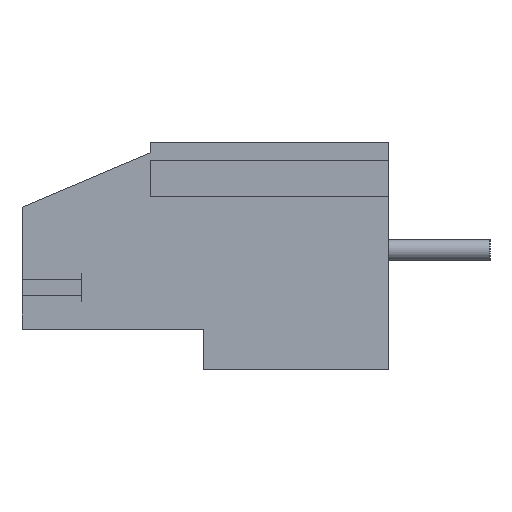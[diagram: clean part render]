
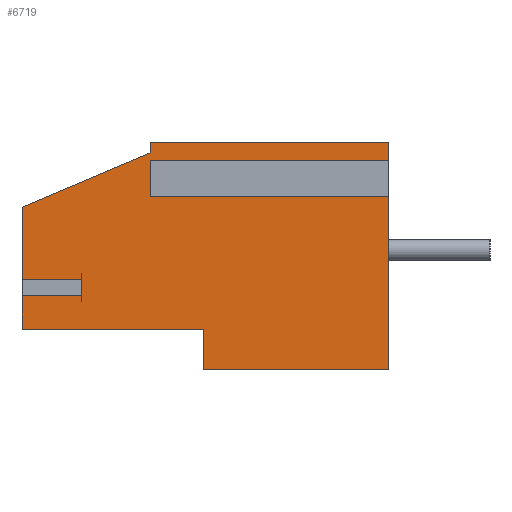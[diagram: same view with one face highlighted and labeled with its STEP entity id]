
A CAD part, left-side view. The second image highlights one B-rep face of the part: STEP entity #6719.
In plain terms, the highlighted planar face has unit normal (-1, 0, 0).
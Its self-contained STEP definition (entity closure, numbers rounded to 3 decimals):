
#863=FACE_OUTER_BOUND('',#1294,.T.);
#1294=EDGE_LOOP('',(#5903,#5904,#5905,#5906,#5907,#5908,#5909,#5910,#5911,
#5912,#5913,#5914,#5915,#5916,#5917,#5918));
#1315=LINE('',#8943,#2077);
#1320=LINE('',#8954,#2082);
#1322=LINE('',#8957,#2084);
#1323=LINE('',#8960,#2085);
#1331=LINE('',#8975,#2093);
#1352=LINE('',#9049,#2114);
#1358=LINE('',#9061,#2120);
#1361=LINE('',#9066,#2123);
#2001=LINE('',#10599,#2763);
#2003=LINE('',#10602,#2765);
#2005=LINE('',#10606,#2767);
#2019=LINE('',#10640,#2781);
#2059=LINE('',#10707,#2821);
#2070=LINE('',#10740,#2832);
#2071=LINE('',#10741,#2833);
#2072=LINE('',#10742,#2834);
#2077=VECTOR('',#7225,10.);
#2082=VECTOR('',#7234,10.);
#2084=VECTOR('',#7238,10.);
#2085=VECTOR('',#7241,10.);
#2093=VECTOR('',#7249,10.);
#2114=VECTOR('',#7312,10.);
#2120=VECTOR('',#7320,10.);
#2123=VECTOR('',#7327,10.);
#2763=VECTOR('',#8789,10.);
#2765=VECTOR('',#8793,10.);
#2767=VECTOR('',#8797,10.);
#2781=VECTOR('',#8829,10.);
#2821=VECTOR('',#8889,10.);
#2832=VECTOR('',#8926,10.);
#2833=VECTOR('',#8927,10.);
#2834=VECTOR('',#8928,10.);
#2837=VERTEX_POINT('',#8937);
#2839=VERTEX_POINT('',#8941);
#2842=VERTEX_POINT('',#8951);
#2843=VERTEX_POINT('',#8953);
#2844=VERTEX_POINT('',#8959);
#2851=VERTEX_POINT('',#8973);
#2881=VERTEX_POINT('',#9045);
#2883=VERTEX_POINT('',#9048);
#2886=VERTEX_POINT('',#9055);
#2888=VERTEX_POINT('',#9059);
#3369=VERTEX_POINT('',#10596);
#3370=VERTEX_POINT('',#10598);
#3371=VERTEX_POINT('',#10604);
#3382=VERTEX_POINT('',#10638);
#3399=VERTEX_POINT('',#10706);
#3408=VERTEX_POINT('',#10739);
#3412=EDGE_CURVE('',#2837,#2839,#1315,.T.);
#3417=EDGE_CURVE('',#2843,#2842,#1320,.T.);
#3419=EDGE_CURVE('',#2839,#2843,#1322,.T.);
#3420=EDGE_CURVE('',#2837,#2844,#1323,.T.);
#3428=EDGE_CURVE('',#2851,#2842,#1331,.T.);
#3464=EDGE_CURVE('',#2883,#2881,#1352,.T.);
#3470=EDGE_CURVE('',#2886,#2888,#1358,.T.);
#3473=EDGE_CURVE('',#2881,#2886,#1361,.T.);
#4197=EDGE_CURVE('',#3370,#3369,#2001,.T.);
#4199=EDGE_CURVE('',#3369,#2844,#2003,.T.);
#4201=EDGE_CURVE('',#2851,#3371,#2005,.T.);
#4217=EDGE_CURVE('',#3371,#3382,#2019,.T.);
#4257=EDGE_CURVE('',#3399,#3370,#2059,.T.);
#4272=EDGE_CURVE('',#3408,#3382,#2070,.T.);
#4273=EDGE_CURVE('',#2883,#3408,#2071,.T.);
#4274=EDGE_CURVE('',#3399,#2888,#2072,.T.);
#5903=ORIENTED_EDGE('',*,*,#3417,.T.);
#5904=ORIENTED_EDGE('',*,*,#3428,.F.);
#5905=ORIENTED_EDGE('',*,*,#4201,.T.);
#5906=ORIENTED_EDGE('',*,*,#4217,.T.);
#5907=ORIENTED_EDGE('',*,*,#4272,.F.);
#5908=ORIENTED_EDGE('',*,*,#4273,.F.);
#5909=ORIENTED_EDGE('',*,*,#3464,.T.);
#5910=ORIENTED_EDGE('',*,*,#3473,.T.);
#5911=ORIENTED_EDGE('',*,*,#3470,.T.);
#5912=ORIENTED_EDGE('',*,*,#4274,.F.);
#5913=ORIENTED_EDGE('',*,*,#4257,.T.);
#5914=ORIENTED_EDGE('',*,*,#4197,.T.);
#5915=ORIENTED_EDGE('',*,*,#4199,.T.);
#5916=ORIENTED_EDGE('',*,*,#3420,.F.);
#5917=ORIENTED_EDGE('',*,*,#3412,.T.);
#5918=ORIENTED_EDGE('',*,*,#3419,.T.);
#6348=PLANE('',#7215);
#6719=ADVANCED_FACE('',(#863),#6348,.T.);
#7215=AXIS2_PLACEMENT_3D('',#10738,#8924,#8925);
#7225=DIRECTION('',(0.,-1.,0.));
#7234=DIRECTION('',(0.,1.,0.));
#7238=DIRECTION('',(0.,0.,-1.));
#7241=DIRECTION('',(0.,0.,1.));
#7249=DIRECTION('',(0.,0.,1.));
#7312=DIRECTION('',(0.,1.,0.));
#7320=DIRECTION('',(0.,-1.,0.));
#7327=DIRECTION('',(0.,0.,1.));
#8789=DIRECTION('',(0.,0.,-1.));
#8793=DIRECTION('',(0.,0.92,-0.391));
#8797=DIRECTION('',(0.,-1.,0.));
#8829=DIRECTION('',(0.,0.,-1.));
#8889=DIRECTION('',(0.,1.,0.));
#8924=DIRECTION('center_axis',(-1.,0.,0.));
#8925=DIRECTION('ref_axis',(0.,0.,1.));
#8926=DIRECTION('',(0.,1.,0.));
#8927=DIRECTION('',(0.,0.,-1.));
#8928=DIRECTION('',(0.,0.,-1.));
#8937=CARTESIAN_POINT('',(-2.65,18.,-1.45));
#8941=CARTESIAN_POINT('',(-2.65,15.1,-1.45));
#8943=CARTESIAN_POINT('',(-2.65,9.,-1.45));
#8951=CARTESIAN_POINT('',(-2.65,18.,-2.25));
#8953=CARTESIAN_POINT('',(-2.65,15.1,-2.25));
#8954=CARTESIAN_POINT('',(-2.65,9.,-2.25));
#8957=CARTESIAN_POINT('',(-2.65,15.1,-3.875));
#8959=CARTESIAN_POINT('',(-2.65,18.,2.1));
#8960=CARTESIAN_POINT('',(-2.65,18.,5.3));
#8973=CARTESIAN_POINT('',(-2.65,18.,-3.9));
#8975=CARTESIAN_POINT('',(-2.65,18.,5.3));
#9045=CARTESIAN_POINT('',(-2.65,11.7,3.1));
#9048=CARTESIAN_POINT('',(-2.65,0.,3.1));
#9049=CARTESIAN_POINT('',(-2.65,0.,3.1));
#9055=CARTESIAN_POINT('',(-2.65,11.7,3.9));
#9059=CARTESIAN_POINT('',(-2.65,0.,3.9));
#9061=CARTESIAN_POINT('',(-2.65,0.,3.9));
#9066=CARTESIAN_POINT('',(-2.65,11.7,-1.2));
#10596=CARTESIAN_POINT('',(-2.65,11.7,4.78));
#10598=CARTESIAN_POINT('',(-2.65,11.7,5.3));
#10599=CARTESIAN_POINT('',(-2.65,11.7,-0.56));
#10602=CARTESIAN_POINT('',(-2.65,11.82,4.729));
#10604=CARTESIAN_POINT('',(-2.65,9.1,-3.9));
#10606=CARTESIAN_POINT('',(-2.65,4.55,-3.9));
#10638=CARTESIAN_POINT('',(-2.65,9.1,-5.9));
#10640=CARTESIAN_POINT('',(-2.65,9.1,-5.9));
#10706=CARTESIAN_POINT('',(-2.65,0.,5.3));
#10707=CARTESIAN_POINT('',(-2.65,0.,5.3));
#10738=CARTESIAN_POINT('Origin',(-2.65,0.,-5.9));
#10739=CARTESIAN_POINT('',(-2.65,0.,-5.9));
#10740=CARTESIAN_POINT('',(-2.65,0.,-5.9));
#10741=CARTESIAN_POINT('',(-2.65,0.,5.3));
#10742=CARTESIAN_POINT('',(-2.65,0.,5.3));
